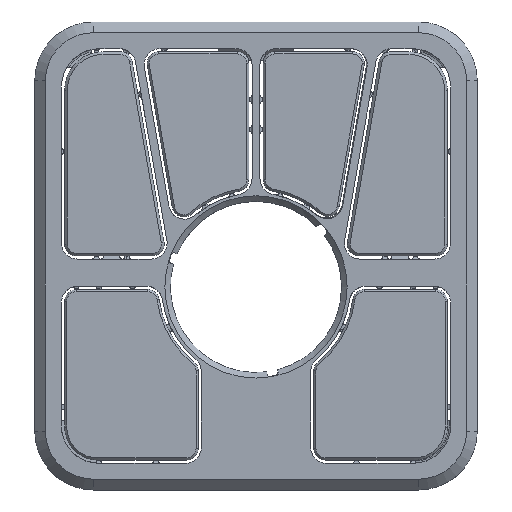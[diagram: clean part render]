
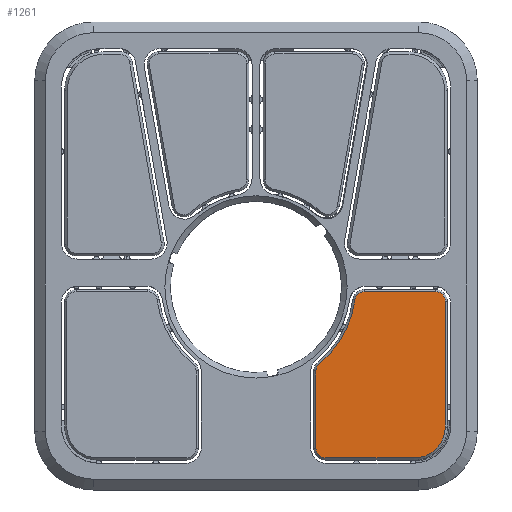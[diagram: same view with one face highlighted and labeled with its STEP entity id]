
A CAD part, top view. The second image highlights one B-rep face of the part: STEP entity #1261.
In plain terms, the highlighted planar face has unit normal (0, 0, 1).
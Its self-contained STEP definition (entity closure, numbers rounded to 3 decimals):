
#1168=CARTESIAN_POINT('',(23.374,-27.662,8.329));
#1169=DIRECTION('',(0.,0.,1.));
#1170=DIRECTION('',(0.616,0.787,-0.));
#1171=AXIS2_PLACEMENT_3D('',#1168,#1169,#1170);
#1172=PLANE('',#1171);
#1173=CARTESIAN_POINT('',(20.35,-12.065,8.329));
#1174=VERTEX_POINT('',#1173);
#1175=CARTESIAN_POINT('',(18.566,-13.624,8.329));
#1176=VERTEX_POINT('',#1175);
#1177=CARTESIAN_POINT('',(20.35,-13.865,8.329));
#1178=DIRECTION('',(0.,0.,1.));
#1179=DIRECTION('',(1.,0.,-0.));
#1180=AXIS2_PLACEMENT_3D('',#1177,#1178,#1179);
#1181=CIRCLE('',#1180,1.8);
#1182=EDGE_CURVE('',#1174,#1176,#1181,.T.);
#1183=ORIENTED_EDGE('',*,*,#1182,.T.);
#1184=CARTESIAN_POINT('',(11.904,-25.577,8.329));
#1185=VERTEX_POINT('',#1184);
#1186=CARTESIAN_POINT('',(0.02,-11.121,8.329));
#1187=DIRECTION('',(-0.,-0.,-1.));
#1188=DIRECTION('',(1.,0.,-0.));
#1189=AXIS2_PLACEMENT_3D('',#1186,#1187,#1188);
#1190=CIRCLE('',#1189,18.714);
#1191=EDGE_CURVE('',#1176,#1185,#1190,.T.);
#1192=ORIENTED_EDGE('',*,*,#1191,.T.);
#1193=CARTESIAN_POINT('',(11.247,-26.967,8.329));
#1194=VERTEX_POINT('',#1193);
#1195=CARTESIAN_POINT('',(13.047,-26.967,8.329));
#1196=DIRECTION('',(0.,0.,1.));
#1197=DIRECTION('',(1.,0.,-0.));
#1198=AXIS2_PLACEMENT_3D('',#1195,#1196,#1197);
#1199=CIRCLE('',#1198,1.8);
#1200=EDGE_CURVE('',#1185,#1194,#1199,.T.);
#1201=ORIENTED_EDGE('',*,*,#1200,.T.);
#1202=CARTESIAN_POINT('',(11.247,-41.476,8.329));
#1203=VERTEX_POINT('',#1202);
#1204=CARTESIAN_POINT('',(11.247,-26.967,8.329));
#1205=DIRECTION('',(0.,-1.,0.));
#1206=VECTOR('',#1205,14.509);
#1207=LINE('',#1204,#1206);
#1208=EDGE_CURVE('',#1194,#1203,#1207,.T.);
#1209=ORIENTED_EDGE('',*,*,#1208,.T.);
#1210=CARTESIAN_POINT('',(13.047,-43.276,8.329));
#1211=VERTEX_POINT('',#1210);
#1212=CARTESIAN_POINT('',(13.047,-41.476,8.329));
#1213=DIRECTION('',(0.,0.,1.));
#1214=DIRECTION('',(1.,0.,-0.));
#1215=AXIS2_PLACEMENT_3D('',#1212,#1213,#1214);
#1216=CIRCLE('',#1215,1.8);
#1217=EDGE_CURVE('',#1203,#1211,#1216,.T.);
#1218=ORIENTED_EDGE('',*,*,#1217,.T.);
#1219=CARTESIAN_POINT('',(29.7,-43.276,8.329));
#1220=VERTEX_POINT('',#1219);
#1221=CARTESIAN_POINT('',(13.047,-43.276,8.329));
#1222=DIRECTION('',(1.,0.,-0.));
#1223=VECTOR('',#1222,16.653);
#1224=LINE('',#1221,#1223);
#1225=EDGE_CURVE('',#1211,#1220,#1224,.T.);
#1226=ORIENTED_EDGE('',*,*,#1225,.T.);
#1227=CARTESIAN_POINT('',(35.5,-37.476,8.329));
#1228=VERTEX_POINT('',#1227);
#1229=CARTESIAN_POINT('',(29.7,-37.476,8.329));
#1230=DIRECTION('',(0.,0.,1.));
#1231=DIRECTION('',(1.,0.,-0.));
#1232=AXIS2_PLACEMENT_3D('',#1229,#1230,#1231);
#1233=CIRCLE('',#1232,5.8);
#1234=EDGE_CURVE('',#1220,#1228,#1233,.T.);
#1235=ORIENTED_EDGE('',*,*,#1234,.T.);
#1236=CARTESIAN_POINT('',(35.5,-13.865,8.329));
#1237=VERTEX_POINT('',#1236);
#1238=CARTESIAN_POINT('',(35.5,-37.476,8.329));
#1239=DIRECTION('',(0.,1.,0.));
#1240=VECTOR('',#1239,23.611);
#1241=LINE('',#1238,#1240);
#1242=EDGE_CURVE('',#1228,#1237,#1241,.T.);
#1243=ORIENTED_EDGE('',*,*,#1242,.T.);
#1244=CARTESIAN_POINT('',(33.7,-12.065,8.329));
#1245=VERTEX_POINT('',#1244);
#1246=CARTESIAN_POINT('',(33.7,-13.865,8.329));
#1247=DIRECTION('',(0.,0.,1.));
#1248=DIRECTION('',(1.,0.,-0.));
#1249=AXIS2_PLACEMENT_3D('',#1246,#1247,#1248);
#1250=CIRCLE('',#1249,1.8);
#1251=EDGE_CURVE('',#1237,#1245,#1250,.T.);
#1252=ORIENTED_EDGE('',*,*,#1251,.T.);
#1253=CARTESIAN_POINT('',(33.7,-12.065,8.329));
#1254=DIRECTION('',(-1.,0.,0.));
#1255=VECTOR('',#1254,13.35);
#1256=LINE('',#1253,#1255);
#1257=EDGE_CURVE('',#1245,#1174,#1256,.T.);
#1258=ORIENTED_EDGE('',*,*,#1257,.T.);
#1259=EDGE_LOOP('',(#1183,#1192,#1201,#1209,#1218,#1226,#1235,#1243,#1252,#1258));
#1260=FACE_BOUND('',#1259,.T.);
#1261=ADVANCED_FACE('',(#1260),#1172,.T.);
